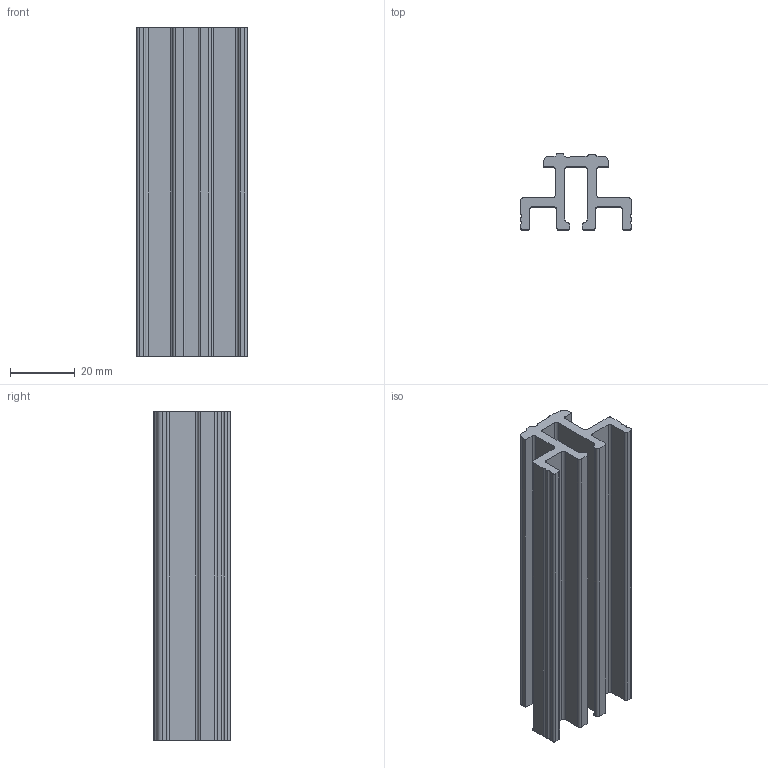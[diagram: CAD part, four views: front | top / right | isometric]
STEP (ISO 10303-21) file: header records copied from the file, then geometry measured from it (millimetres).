
FILE_DESCRIPTION(/* description */ (''),/* implementation_level */ '2;1');
FILE_NAME(/* name */ 'bar 1.step',/* time_stamp */ '2025-09-15T16:23:37-04:00',/* author */ (''),/* organization */ (''),/* preprocessor_version */ 'ST-DEVELOPER v20.1',/* originating_system */ 'Autodesk Translation Framework v14.10.0.0',/* authorisation */ '');
FILE_SCHEMA (('AUTOMOTIVE_DESIGN { 1 0 10303 214 3 1 1 }'));
Length unit declared in the file: inch
Products named in the file (1): FusionComponent
Bounding box: 34.29 x 23.62 x 101.6 mm (x, y, z)
Volume: 28941.5 mm3; surface area: 20459.2 mm2
Topology: 1 solids, 1 shells, 75 faces, 219 edges, 146 vertices
Faces by surface type: plane 40, cylinder 35
Entity records: 2538 total; most frequent: DIRECTION 441, CARTESIAN_POINT 441, ORIENTED_EDGE 438, EDGE_CURVE 219, LINE 149, VECTOR 149, VERTEX_POINT 146, AXIS2_PLACEMENT_3D 146
